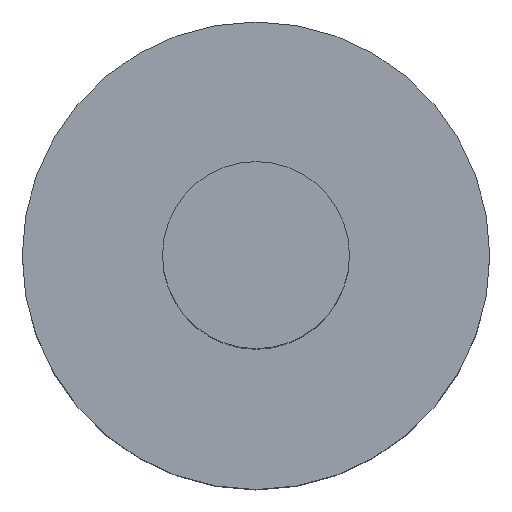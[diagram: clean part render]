
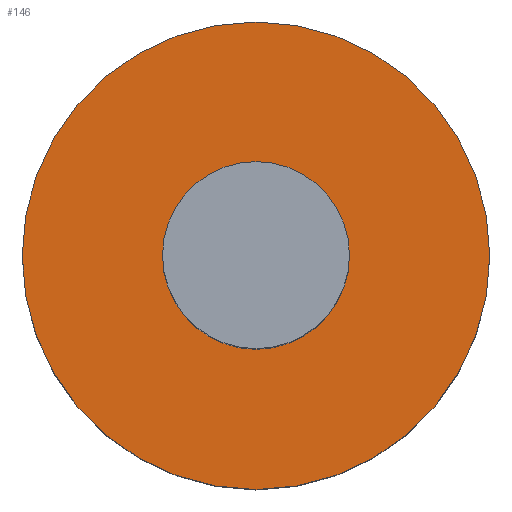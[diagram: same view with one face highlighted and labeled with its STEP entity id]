
A CAD part, top view. The second image highlights one B-rep face of the part: STEP entity #146.
In plain terms, the highlighted planar face has unit normal (0, 0, 1).
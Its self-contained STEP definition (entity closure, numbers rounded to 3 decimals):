
#14 = CIRCLE ( 'NONE', #155, 3.175 ) ;
#22 = CARTESIAN_POINT ( 'NONE',  ( 7.938, 0., -12.7 ) ) ;
#23 = EDGE_CURVE ( 'NONE', #57, #70, #14, .T. ) ;
#25 = FACE_OUTER_BOUND ( 'NONE', #66, .T. ) ;
#37 = DIRECTION ( 'NONE',  ( 1., 0., 0. ) ) ;
#38 = EDGE_CURVE ( 'NONE', #115, #167, #74, .T. ) ;
#46 = DIRECTION ( 'NONE',  ( 0., 0., -1. ) ) ;
#52 = ORIENTED_EDGE ( 'NONE', *, *, #38, .T. ) ;
#56 = DIRECTION ( 'NONE',  ( 0., 0., 1. ) ) ;
#57 = VERTEX_POINT ( 'NONE', #235 ) ;
#65 = DIRECTION ( 'NONE',  ( -1., 0., 0. ) ) ;
#66 = EDGE_LOOP ( 'NONE', ( #82, #52 ) ) ;
#67 = CARTESIAN_POINT ( 'NONE',  ( 0., 0., -12.7 ) ) ;
#70 = VERTEX_POINT ( 'NONE', #119 ) ;
#71 = AXIS2_PLACEMENT_3D ( 'NONE', #174, #81, #194 ) ;
#74 = CIRCLE ( 'NONE', #71, 7.938 ) ;
#75 = CIRCLE ( 'NONE', #195, 7.938 ) ;
#76 = AXIS2_PLACEMENT_3D ( 'NONE', #226, #225, #254 ) ;
#77 = ORIENTED_EDGE ( 'NONE', *, *, #23, .F. ) ;
#81 = DIRECTION ( 'NONE',  ( 0., 0., 1. ) ) ;
#82 = ORIENTED_EDGE ( 'NONE', *, *, #153, .T. ) ;
#86 = CARTESIAN_POINT ( 'NONE',  ( 0., 3.175, -12.7 ) ) ;
#104 = PLANE ( 'NONE',  #172 ) ;
#115 = VERTEX_POINT ( 'NONE', #142 ) ;
#119 = CARTESIAN_POINT ( 'NONE',  ( -3.175, 0., -12.7 ) ) ;
#132 = ORIENTED_EDGE ( 'NONE', *, *, #192, .F. ) ;
#142 = CARTESIAN_POINT ( 'NONE',  ( -7.938, 0., -12.7 ) ) ;
#146 = ADVANCED_FACE ( 'NONE', ( #214, #25 ), #104, .F. ) ;
#151 = EDGE_LOOP ( 'NONE', ( #77, #132 ) ) ;
#153 = EDGE_CURVE ( 'NONE', #167, #115, #75, .T. ) ;
#155 = AXIS2_PLACEMENT_3D ( 'NONE', #253, #56, #37 ) ;
#159 = DIRECTION ( 'NONE',  ( 1., 0., 0. ) ) ;
#164 = CIRCLE ( 'NONE', #76, 3.175 ) ;
#167 = VERTEX_POINT ( 'NONE', #22 ) ;
#172 = AXIS2_PLACEMENT_3D ( 'NONE', #86, #46, #65 ) ;
#174 = CARTESIAN_POINT ( 'NONE',  ( 0., 0., -12.7 ) ) ;
#179 = DIRECTION ( 'NONE',  ( 0., 0., 1. ) ) ;
#192 = EDGE_CURVE ( 'NONE', #70, #57, #164, .T. ) ;
#194 = DIRECTION ( 'NONE',  ( 1., 0., 0. ) ) ;
#195 = AXIS2_PLACEMENT_3D ( 'NONE', #67, #179, #159 ) ;
#214 = FACE_BOUND ( 'NONE', #151, .T. ) ;
#225 = DIRECTION ( 'NONE',  ( 0., 0., 1. ) ) ;
#226 = CARTESIAN_POINT ( 'NONE',  ( 0., 0., -12.7 ) ) ;
#235 = CARTESIAN_POINT ( 'NONE',  ( 3.175, 0., -12.7 ) ) ;
#253 = CARTESIAN_POINT ( 'NONE',  ( 0., 0., -12.7 ) ) ;
#254 = DIRECTION ( 'NONE',  ( 1., 0., 0. ) ) ;
